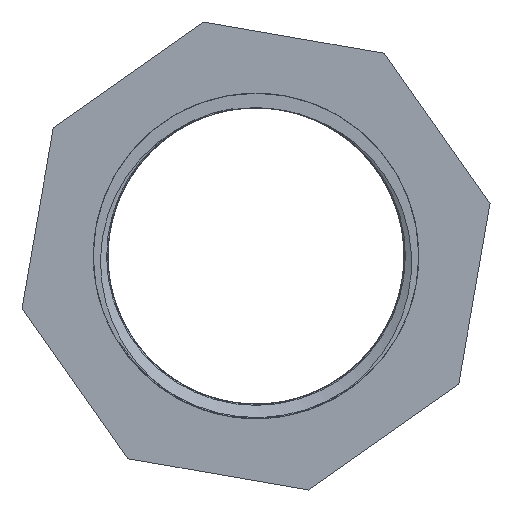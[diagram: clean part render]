
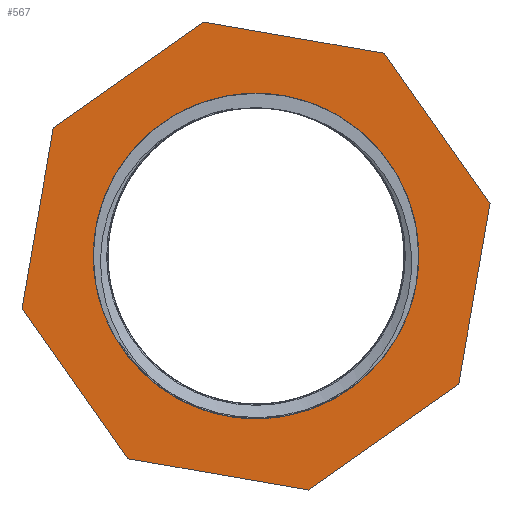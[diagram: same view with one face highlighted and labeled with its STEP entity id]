
A CAD part, left-side view. The second image highlights one B-rep face of the part: STEP entity #567.
In plain terms, the highlighted planar face has unit normal (-1, 0, 0).
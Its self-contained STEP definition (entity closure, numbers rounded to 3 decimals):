
#71=LINE('',#764,#95);
#75=LINE('',#771,#99);
#78=LINE('',#777,#102);
#81=LINE('',#783,#105);
#84=LINE('',#789,#108);
#87=LINE('',#795,#111);
#90=LINE('',#801,#114);
#92=LINE('',#804,#116);
#95=VECTOR('',#658,10.);
#99=VECTOR('',#664,10.);
#102=VECTOR('',#669,10.);
#105=VECTOR('',#674,10.);
#108=VECTOR('',#679,10.);
#111=VECTOR('',#684,10.);
#114=VECTOR('',#689,10.);
#116=VECTOR('',#693,10.);
#132=FACE_BOUND('',#200,.T.);
#155=FACE_OUTER_BOUND('',#199,.T.);
#199=EDGE_LOOP('',(#432,#433,#434,#435,#436,#437,#438,#439));
#200=EDGE_LOOP('',(#440));
#236=CIRCLE('',#616,13.22);
#252=VERTEX_POINT('',#761);
#253=VERTEX_POINT('',#763);
#255=VERTEX_POINT('',#769);
#257=VERTEX_POINT('',#775);
#259=VERTEX_POINT('',#781);
#261=VERTEX_POINT('',#787);
#263=VERTEX_POINT('',#793);
#265=VERTEX_POINT('',#799);
#268=VERTEX_POINT('',#813);
#308=EDGE_CURVE('',#252,#253,#71,.T.);
#312=EDGE_CURVE('',#255,#252,#75,.T.);
#315=EDGE_CURVE('',#257,#255,#78,.T.);
#318=EDGE_CURVE('',#259,#257,#81,.T.);
#321=EDGE_CURVE('',#261,#259,#84,.T.);
#324=EDGE_CURVE('',#263,#261,#87,.T.);
#327=EDGE_CURVE('',#265,#263,#90,.T.);
#329=EDGE_CURVE('',#253,#265,#92,.T.);
#332=EDGE_CURVE('',#268,#268,#236,.T.);
#432=ORIENTED_EDGE('',*,*,#318,.F.);
#433=ORIENTED_EDGE('',*,*,#321,.F.);
#434=ORIENTED_EDGE('',*,*,#324,.F.);
#435=ORIENTED_EDGE('',*,*,#327,.F.);
#436=ORIENTED_EDGE('',*,*,#329,.F.);
#437=ORIENTED_EDGE('',*,*,#308,.F.);
#438=ORIENTED_EDGE('',*,*,#312,.F.);
#439=ORIENTED_EDGE('',*,*,#315,.F.);
#440=ORIENTED_EDGE('',*,*,#332,.F.);
#547=PLANE('',#615);
#567=ADVANCED_FACE('',(#155,#132),#547,.T.);
#615=AXIS2_PLACEMENT_3D('',#812,#704,#705);
#616=AXIS2_PLACEMENT_3D('',#814,#706,#707);
#658=DIRECTION('',(0.,-0.985,-0.171));
#664=DIRECTION('',(0.,-0.817,0.576));
#669=DIRECTION('',(0.,-0.171,0.985));
#674=DIRECTION('',(0.,0.576,0.817));
#679=DIRECTION('',(0.,0.985,0.171));
#684=DIRECTION('',(0.,0.817,-0.576));
#689=DIRECTION('',(0.,0.171,-0.985));
#693=DIRECTION('',(0.,-0.576,-0.817));
#704=DIRECTION('center_axis',(-1.,0.,0.));
#705=DIRECTION('ref_axis',(0.,0.,1.));
#706=DIRECTION('center_axis',(-1.,0.,0.));
#707=DIRECTION('ref_axis',(0.,0.,1.));
#761=CARTESIAN_POINT('',(0.,4.275,19.008));
#763=CARTESIAN_POINT('',(0.,-10.418,16.464));
#764=CARTESIAN_POINT('',(0.,4.275,19.008));
#769=CARTESIAN_POINT('',(0.,16.464,10.418));
#771=CARTESIAN_POINT('',(0.,16.464,10.418));
#775=CARTESIAN_POINT('',(0.,19.008,-4.275));
#777=CARTESIAN_POINT('',(0.,19.008,-4.275));
#781=CARTESIAN_POINT('',(0.,10.418,-16.464));
#783=CARTESIAN_POINT('',(0.,10.418,-16.464));
#787=CARTESIAN_POINT('',(0.,-4.275,-19.008));
#789=CARTESIAN_POINT('',(0.,-4.275,-19.008));
#793=CARTESIAN_POINT('',(0.,-16.464,-10.418));
#795=CARTESIAN_POINT('',(0.,-16.464,-10.418));
#799=CARTESIAN_POINT('',(0.,-19.008,4.275));
#801=CARTESIAN_POINT('',(0.,-19.008,4.275));
#804=CARTESIAN_POINT('',(0.,-10.418,16.464));
#812=CARTESIAN_POINT('Origin',(0.,-13.22,0.));
#813=CARTESIAN_POINT('',(0.,-13.22,0.));
#814=CARTESIAN_POINT('Origin',(0.,0.,0.));
